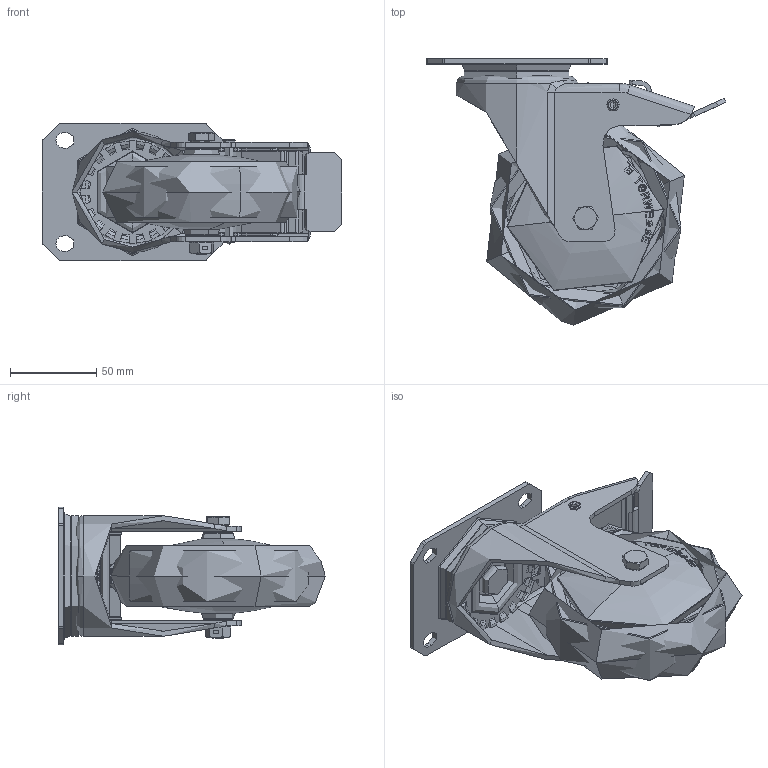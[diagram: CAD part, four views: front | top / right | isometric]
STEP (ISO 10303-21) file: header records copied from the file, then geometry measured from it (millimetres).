
FILE_DESCRIPTION (( 'STEP AP214' ), '1' );
FILE_NAME ('0055710.step', '2023-08-08T10:31:07', ( '' ), ( '' ), 'SwSTEP 2.0', 'SolidWorks 2020', '' );
FILE_SCHEMA (( 'AUTOMOTIVE_DESIGN' ));
Length unit declared in the file: millimetre
Products named in the file (1): 0055710
Bounding box: 173.98 x 154.6 x 80 mm (x, y, z)
Surface area: 189621.2 mm2 (no closed solid volume)
Topology: 0 solids, 24 shells, 992 faces, 2734 edges, 1781 vertices
Faces by surface type: bspline 266, torus 206, plane 196, cylinder 196, cone 112, sphere 16
Entity records: 55331 total; most frequent: CARTESIAN_POINT 21546, ORIENTED_EDGE 4983, DIRECTION 4005, EDGE_CURVE 2734, VERTEX_POINT 1781, AXIS2_PLACEMENT_3D 1653, B_SPLINE_CURVE_WITH_KNOTS 1092, EDGE_LOOP 1082
